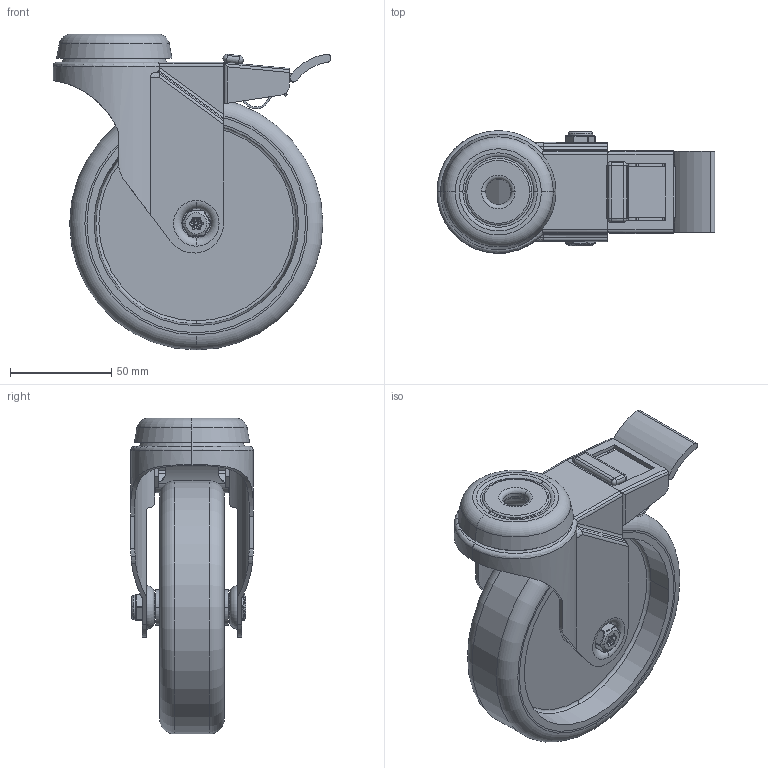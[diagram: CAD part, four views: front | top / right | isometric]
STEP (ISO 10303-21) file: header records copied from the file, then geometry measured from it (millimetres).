
FILE_DESCRIPTION(('STEP AP203'),'1');
FILE_NAME('BZM125GRBH12SWB.STEP','2023-06-22T14:18:00',(' '),(' '),'Spatial InterOp 3D',' ',' ');
FILE_SCHEMA(('CONFIG_CONTROL_DESIGN'));
Length unit declared in the file: metre
Products named in the file (18): BZM125ASBH12SWB; ZINC PLATED PRESSED STEEL HEAD; ZINC PLATED PRESSED STEEL FORKS; ZINC PLATED PRESSED STEEL BRAKE; BLACK NYLON BRAKE PEDAL; BRAKE PAD; BZM125GRBH12SWB; BZM125WGR; POLYPROPYLENE RIM; RUBBER TYRE; TUBEM10X37; ZINC PLATED AXLE TUBE; BOLTBZM8MM; ZINC PLATED AXLE BOLT; NYLOC NUT; NUT; RUBBER; NYLOCM8Z
Assembly tree (17 placements, depth 4):
  BZM125GRBH12SWB
    BZM125ASBH12SWB
      ZINC PLATED PRESSED STEEL HEAD
      ZINC PLATED PRESSED STEEL FORKS
      ZINC PLATED PRESSED STEEL BRAKE
      BLACK NYLON BRAKE PEDAL
      BRAKE PAD
    BZM125WGR
      POLYPROPYLENE RIM
      RUBBER TYRE
    TUBEM10X37
      ZINC PLATED AXLE TUBE
    BOLTBZM8MM
      ZINC PLATED AXLE BOLT
    NYLOCM8Z
      NYLOC NUT
        NUT
        RUBBER
Bounding box: 137.25 x 60.5 x 156 mm (x, y, z)
Volume: 248325.8 mm3; surface area: 125380.1 mm2
Topology: 11 solids, 11 shells, 635 faces, 1614 edges, 1007 vertices
Faces by surface type: cylinder 285, plane 208, torus 72, sphere 36, bspline 18, cone 16
Entity records: 27254 total; most frequent: CARTESIAN_POINT 10613, DIRECTION 3576, ORIENTED_EDGE 3208, EDGE_CURVE 1604, AXIS2_PLACEMENT_3D 1446, VERTEX_POINT 1007, CIRCLE 757, LINE 684
